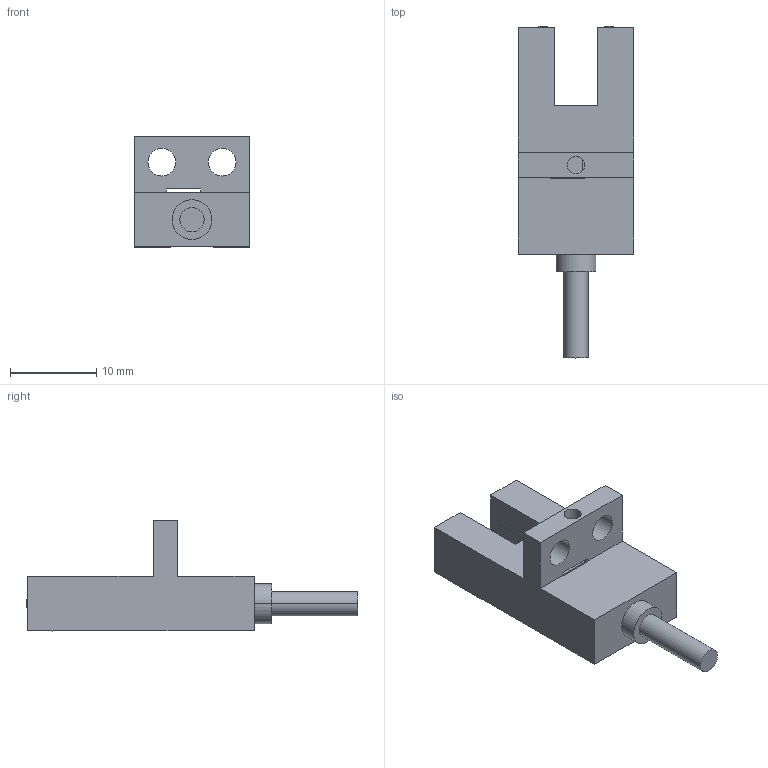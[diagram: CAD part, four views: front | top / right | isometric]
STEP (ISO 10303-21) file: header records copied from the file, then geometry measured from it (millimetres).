
FILE_DESCRIPTION (( 'STEP AP214' ), '1' );
FILE_NAME ('EE-SX673A.STEP', '2023-11-05T08:04:59', ( '' ), ( '' ), 'SwSTEP 2.0', 'SolidWorks 2023', '' );
FILE_SCHEMA (( 'AUTOMOTIVE_DESIGN' ));
Length unit declared in the file: millimetre
Products named in the file (1): EE-SX673A
Bounding box: 13.4 x 38.4 x 12.9 mm (x, y, z)
Volume: 2180.2 mm3; surface area: 1706 mm2
Topology: 1 solids, 1 shells, 80 faces, 223 edges, 148 vertices
Faces by surface type: plane 70, cylinder 10
Entity records: 2570 total; most frequent: CARTESIAN_POINT 452, ORIENTED_EDGE 446, DIRECTION 405, EDGE_CURVE 223, LINE 203, VECTOR 203, VERTEX_POINT 148, AXIS2_PLACEMENT_3D 101
